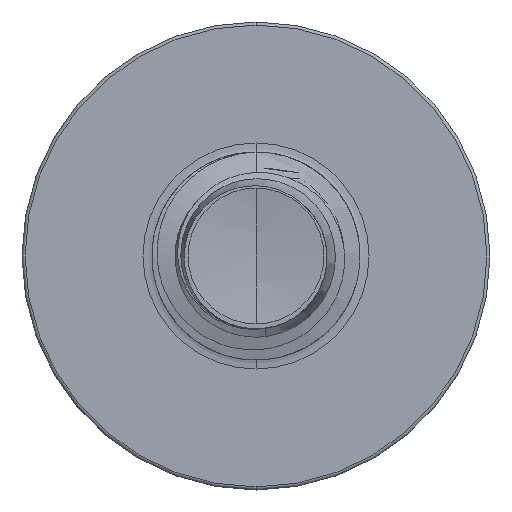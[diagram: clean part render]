
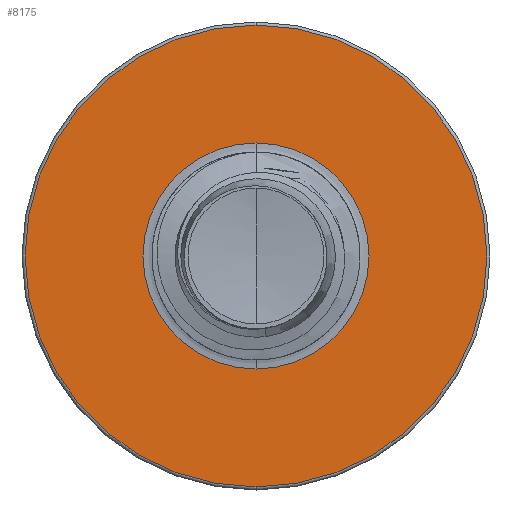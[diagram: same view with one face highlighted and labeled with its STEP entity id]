
A CAD part, front view. The second image highlights one B-rep face of the part: STEP entity #8175.
In plain terms, the highlighted planar face has unit normal (0, -1, 0).
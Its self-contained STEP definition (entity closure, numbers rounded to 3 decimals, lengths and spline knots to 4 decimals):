
#94 = CIRCLE ( 'NONE', #28252, 2.1736 ) ;
#2741 = AXIS2_PLACEMENT_3D ( 'NONE', #14294, #35186, #17292 ) ;
#2746 = ORIENTED_EDGE ( 'NONE', *, *, #29798, .F. ) ;
#3380 = DIRECTION ( 'NONE',  ( 0., 1., 0. ) ) ;
#4959 = VERTEX_POINT ( 'NONE', #7216 ) ;
#5832 = EDGE_CURVE ( 'NONE', #19543, #11578, #94, .T. ) ;
#5933 = CARTESIAN_POINT ( 'NONE',  ( 0., 19., 4.44 ) ) ;
#7216 = CARTESIAN_POINT ( 'NONE',  ( 0., 19., -4.44 ) ) ;
#7993 = AXIS2_PLACEMENT_3D ( 'NONE', #29477, #11587, #32475 ) ;
#8175 = ADVANCED_FACE ( 'NONE', ( #21516, #28520 ), #31092, .F. ) ;
#8257 = CARTESIAN_POINT ( 'NONE',  ( 0., 19., -2.1736 ) ) ;
#8396 = CIRCLE ( 'NONE', #2741, 4.44 ) ;
#10332 = DIRECTION ( 'NONE',  ( 0., 1., 0. ) ) ;
#11578 = VERTEX_POINT ( 'NONE', #22655 ) ;
#11587 = DIRECTION ( 'NONE',  ( 0., 1., 0. ) ) ;
#12014 = DIRECTION ( 'NONE',  ( 0., 1., 0. ) ) ;
#14294 = CARTESIAN_POINT ( 'NONE',  ( 0., 19., 0. ) ) ;
#14870 = ORIENTED_EDGE ( 'NONE', *, *, #5832, .T. ) ;
#17292 = DIRECTION ( 'NONE',  ( 0., 0., 1. ) ) ;
#19543 = VERTEX_POINT ( 'NONE', #8257 ) ;
#20022 = EDGE_LOOP ( 'NONE', ( #23763, #14870 ) ) ;
#21233 = CARTESIAN_POINT ( 'NONE',  ( 0., 19., 0. ) ) ;
#21516 = FACE_OUTER_BOUND ( 'NONE', #27408, .T. ) ;
#22186 = CARTESIAN_POINT ( 'NONE',  ( 0., 19., -2.1736 ) ) ;
#22655 = CARTESIAN_POINT ( 'NONE',  ( 0., 19., 2.1736 ) ) ;
#23763 = ORIENTED_EDGE ( 'NONE', *, *, #23781, .T. ) ;
#23781 = EDGE_CURVE ( 'NONE', #11578, #19543, #27994, .T. ) ;
#24246 = DIRECTION ( 'NONE',  ( 0., 0., 1. ) ) ;
#27408 = EDGE_LOOP ( 'NONE', ( #2746, #32541 ) ) ;
#27994 = CIRCLE ( 'NONE', #35214, 2.1736 ) ;
#28252 = AXIS2_PLACEMENT_3D ( 'NONE', #29900, #12014, #32901 ) ;
#28520 = FACE_BOUND ( 'NONE', #20022, .T. ) ;
#28928 = CIRCLE ( 'NONE', #7993, 4.44 ) ;
#29477 = CARTESIAN_POINT ( 'NONE',  ( 0., 19., 0. ) ) ;
#29798 = EDGE_CURVE ( 'NONE', #35824, #4959, #8396, .T. ) ;
#29900 = CARTESIAN_POINT ( 'NONE',  ( 0., 19., 0. ) ) ;
#31092 = PLANE ( 'NONE',  #36754 ) ;
#31215 = DIRECTION ( 'NONE',  ( 0., 0., 1. ) ) ;
#31958 = EDGE_CURVE ( 'NONE', #4959, #35824, #28928, .T. ) ;
#32475 = DIRECTION ( 'NONE',  ( 0., 0., 1. ) ) ;
#32541 = ORIENTED_EDGE ( 'NONE', *, *, #31958, .F. ) ;
#32901 = DIRECTION ( 'NONE',  ( 0., 0., 1. ) ) ;
#35186 = DIRECTION ( 'NONE',  ( 0., 1., 0. ) ) ;
#35214 = AXIS2_PLACEMENT_3D ( 'NONE', #21233, #3380, #24246 ) ;
#35824 = VERTEX_POINT ( 'NONE', #5933 ) ;
#36754 = AXIS2_PLACEMENT_3D ( 'NONE', #22186, #10332, #31215 ) ;
